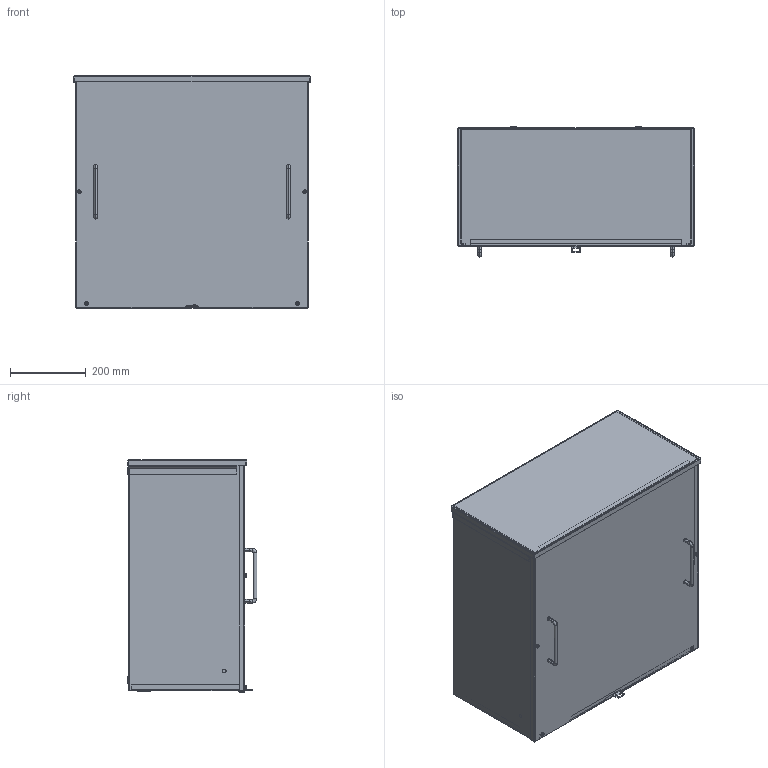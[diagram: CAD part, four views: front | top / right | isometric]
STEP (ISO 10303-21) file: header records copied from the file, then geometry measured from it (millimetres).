
FILE_DESCRIPTION (( 'STEP AP203' ), '1' );
FILE_NAME ('C3R242412SC_Default.step', '2019-11-12T22:53:36', ( '' ), ( '' ), 'SwSTEP 2.0', 'SolidWorks 2019', '' );
FILE_SCHEMA (( 'CONFIG_CONTROL_DESIGN' ));
Length unit declared in the file: inch
Products named in the file (1): C3R242412SC_Default
Bounding box: 622.78 x 342.35 x 613.03 mm (x, y, z)
Volume: 2944286.4 mm3; surface area: 3221616.7 mm2
Topology: 17 solids, 17 shells, 609 faces, 1499 edges, 949 vertices
Faces by surface type: plane 314, cylinder 177, bspline 88, cone 30
Entity records: 21448 total; most frequent: CARTESIAN_POINT 7350, ORIENTED_EDGE 2994, DIRECTION 2825, EDGE_CURVE 1497, AXIS2_PLACEMENT_3D 1018, VERTEX_POINT 949, LINE 789, VECTOR 789
